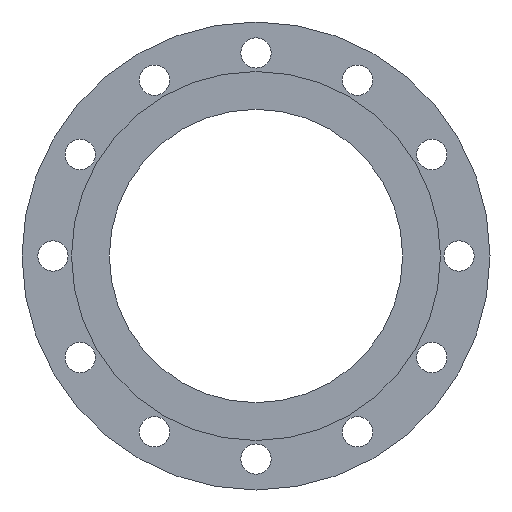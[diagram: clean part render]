
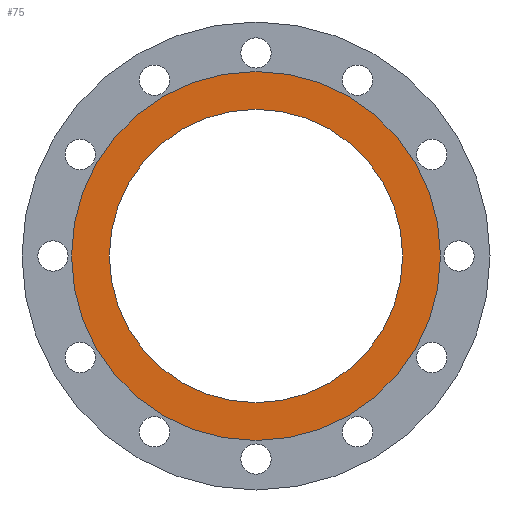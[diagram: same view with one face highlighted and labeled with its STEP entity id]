
A CAD part, front view. The second image highlights one B-rep face of the part: STEP entity #75.
In plain terms, the highlighted planar face has unit normal (0, -1, 0).
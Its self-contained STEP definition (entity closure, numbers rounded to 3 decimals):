
#1 = AXIS2_PLACEMENT_3D ( 'NONE', #483, #691, #1251 ) ;
#25 = CIRCLE ( 'NONE', #1, 134. ) ;
#28 = DIRECTION ( 'NONE',  ( 0., 0., 1. ) ) ;
#35 = VERTEX_POINT ( 'NONE', #47 ) ;
#36 = AXIS2_PLACEMENT_3D ( 'NONE', #399, #1042, #28 ) ;
#47 = CARTESIAN_POINT ( 'NONE',  ( 0., 0., 134. ) ) ;
#75 = ADVANCED_FACE ( 'NONE', ( #1349, #157 ), #724, .T. ) ;
#149 = VERTEX_POINT ( 'NONE', #381 ) ;
#157 = FACE_OUTER_BOUND ( 'NONE', #435, .T. ) ;
#163 = CARTESIAN_POINT ( 'NONE',  ( 0., 0., 0. ) ) ;
#189 = CARTESIAN_POINT ( 'NONE',  ( 0., 0., 106.55 ) ) ;
#204 = DIRECTION ( 'NONE',  ( 0., 0., 1. ) ) ;
#213 = CARTESIAN_POINT ( 'NONE',  ( 0., 0., 0. ) ) ;
#233 = VERTEX_POINT ( 'NONE', #1173 ) ;
#363 = ORIENTED_EDGE ( 'NONE', *, *, #1134, .F. ) ;
#381 = CARTESIAN_POINT ( 'NONE',  ( 0., 0., -106.55 ) ) ;
#399 = CARTESIAN_POINT ( 'NONE',  ( 0., 0., 0. ) ) ;
#435 = EDGE_LOOP ( 'NONE', ( #586, #363 ) ) ;
#438 = ORIENTED_EDGE ( 'NONE', *, *, #1026, .T. ) ;
#455 = EDGE_LOOP ( 'NONE', ( #1335, #438 ) ) ;
#483 = CARTESIAN_POINT ( 'NONE',  ( 0., 0., 0. ) ) ;
#586 = ORIENTED_EDGE ( 'NONE', *, *, #819, .F. ) ;
#661 = DIRECTION ( 'NONE',  ( 0., 1., 0. ) ) ;
#691 = DIRECTION ( 'NONE',  ( 0., 1., 0. ) ) ;
#724 = PLANE ( 'NONE',  #972 ) ;
#731 = AXIS2_PLACEMENT_3D ( 'NONE', #213, #661, #204 ) ;
#796 = DIRECTION ( 'NONE',  ( 0., -1., 0. ) ) ;
#819 = EDGE_CURVE ( 'NONE', #35, #233, #1037, .T. ) ;
#851 = DIRECTION ( 'NONE',  ( 0., 0., 1. ) ) ;
#876 = AXIS2_PLACEMENT_3D ( 'NONE', #163, #1381, #851 ) ;
#972 = AXIS2_PLACEMENT_3D ( 'NONE', #1250, #796, #1167 ) ;
#1026 = EDGE_CURVE ( 'NONE', #149, #1292, #1111, .T. ) ;
#1037 = CIRCLE ( 'NONE', #876, 134. ) ;
#1042 = DIRECTION ( 'NONE',  ( 0., 1., 0. ) ) ;
#1094 = CIRCLE ( 'NONE', #36, 106.55 ) ;
#1111 = CIRCLE ( 'NONE', #731, 106.55 ) ;
#1134 = EDGE_CURVE ( 'NONE', #233, #35, #25, .T. ) ;
#1167 = DIRECTION ( 'NONE',  ( 0., 0., -1. ) ) ;
#1173 = CARTESIAN_POINT ( 'NONE',  ( 0., 0., -134. ) ) ;
#1250 = CARTESIAN_POINT ( 'NONE',  ( 0., 0., 106.55 ) ) ;
#1251 = DIRECTION ( 'NONE',  ( 0., 0., 1. ) ) ;
#1292 = VERTEX_POINT ( 'NONE', #189 ) ;
#1335 = ORIENTED_EDGE ( 'NONE', *, *, #1443, .T. ) ;
#1349 = FACE_BOUND ( 'NONE', #455, .T. ) ;
#1381 = DIRECTION ( 'NONE',  ( 0., 1., 0. ) ) ;
#1443 = EDGE_CURVE ( 'NONE', #1292, #149, #1094, .T. ) ;
